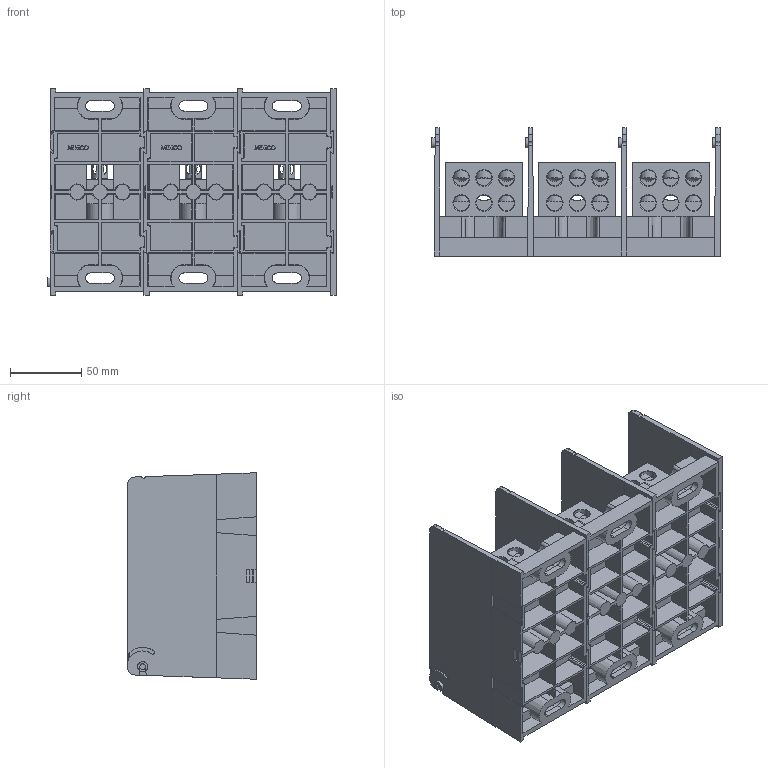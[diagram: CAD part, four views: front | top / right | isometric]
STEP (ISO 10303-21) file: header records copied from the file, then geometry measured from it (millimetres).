
FILE_DESCRIPTION (( 'STEP AP214' ), '1' );
FILE_NAME ('701920rev-3P.STEP', '2014-03-19T15:20:40', ( '' ), ( '' ), 'SwSTEP 2.0', 'SolidWorks 2013', '' );
FILE_SCHEMA (( 'AUTOMOTIVE_DESIGN' ));
Length unit declared in the file: inch
Products named in the file (1): 701920rev-3P
Bounding box: 202.31 x 90.17 x 144.78 mm (x, y, z)
Surface area: 281571.9 mm2 (no closed solid volume)
Topology: 0 solids, 35 shells, 884 faces, 3017 edges, 2144 vertices
Faces by surface type: plane 555, cylinder 169, cone 154, torus 6
Full cylindrical faces by diameter (mm): 4.064 x1, 7.112 x1, 11.112 x18, 11.125 x9, 12.7 x6, 15.875 x3, 15.991 x2, 17.475 x4, 19.05 x3
Entity records: 48835 total; most frequent: CARTESIAN_POINT 12982, ORIENTED_EDGE 4749, DIRECTION 4555, EDGE_CURVE 2864, VERTEX_POINT 2099, LINE 1905, VECTOR 1905, AXIS2_PLACEMENT_3D 1325
